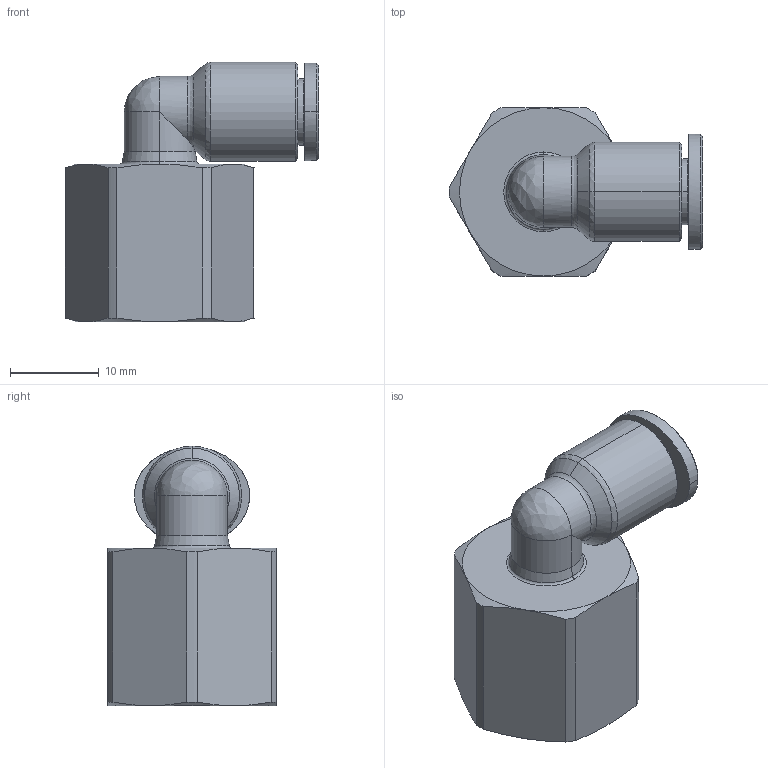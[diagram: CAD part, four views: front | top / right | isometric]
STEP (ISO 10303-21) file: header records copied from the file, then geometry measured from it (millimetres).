
FILE_DESCRIPTION (( 'STEP AP214' ), '1' );
FILE_NAME ('PLF06-G03.stp', '2015-09-24T07:19:59', ( '' ), ( '' ), 'SwSTEP 2.0', 'SolidWorks 2015', '' );
FILE_SCHEMA (( 'AUTOMOTIVE_DESIGN' ));
Length unit declared in the file: millimetre
Products named in the file (2): ｦ+ﾃｦ1; PLF06-G03
Assembly tree (1 placements, depth 2):
  PLF06-G03
    ｦ+ﾃｦ1
Bounding box: 28.6 x 19 x 29.3 mm (x, y, z)
Volume: 4574.6 mm3; surface area: 3543 mm2
Topology: 1 solids, 1 shells, 263 faces, 708 edges, 461 vertices
Faces by surface type: plane 177, bspline 35, cylinder 26, cone 22, torus 3
Entity records: 9946 total; most frequent: CARTESIAN_POINT 3074, ORIENTED_EDGE 1414, DIRECTION 1145, EDGE_CURVE 707, LINE 521, VECTOR 521, VERTEX_POINT 461, AXIS2_PLACEMENT_3D 312
